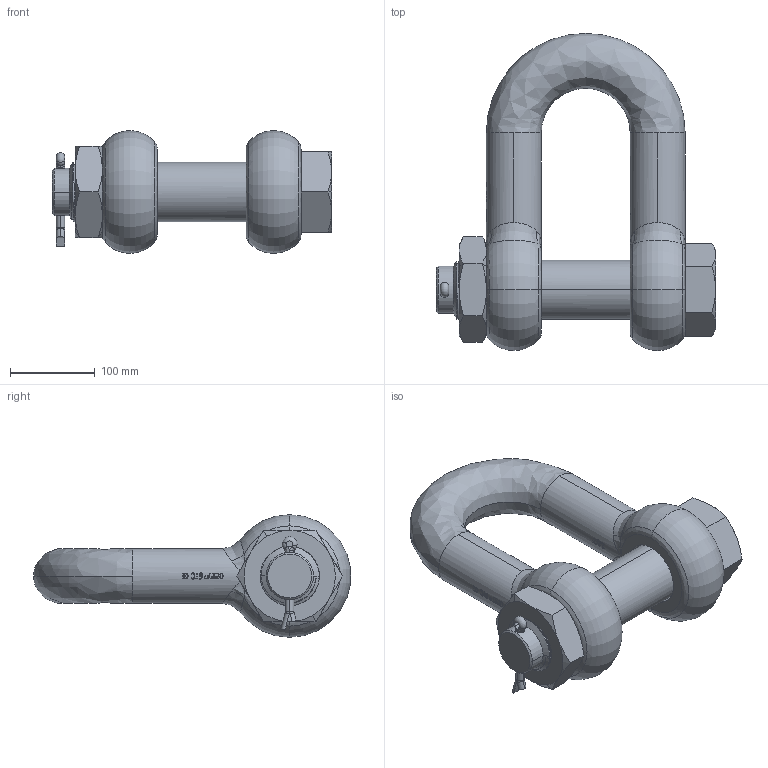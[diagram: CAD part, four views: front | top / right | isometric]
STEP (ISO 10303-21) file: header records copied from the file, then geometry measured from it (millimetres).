
FILE_DESCRIPTION(('STEP AP214'),'1');
FILE_NAME('gpgdmb65.stp','2017-03-31T06:10:18',('TraceParts'),('TraceParts S.A.'),'Spatial InterOp 3D',' ',' ');
FILE_SCHEMA(('automotive_design'));
Length unit declared in the file: millimetre
Products named in the file (4): gpgdmb65_1; gpgdmb65_2; gpgdmb65_3; gpgdmb65_4
Bounding box: 330 x 374.97 x 145 mm (x, y, z)
Volume: 4557124.3 mm3; surface area: 351872.8 mm2
Topology: 4 solids, 4 shells, 745 faces, 2079 edges, 1378 vertices
Faces by surface type: bspline 314, plane 290, cylinder 102, cone 28, torus 11
Entity records: 39693 total; most frequent: CARTESIAN_POINT 22902, ORIENTED_EDGE 4142, DIRECTION 2379, EDGE_CURVE 2071, VERTEX_POINT 1378, LINE 959, VECTOR 959, EDGE_LOOP 797
